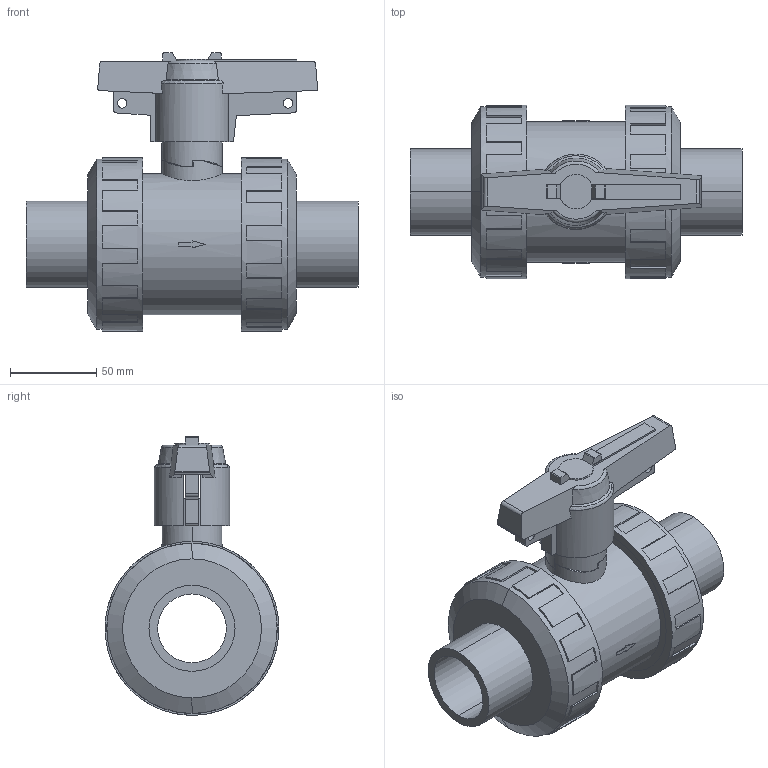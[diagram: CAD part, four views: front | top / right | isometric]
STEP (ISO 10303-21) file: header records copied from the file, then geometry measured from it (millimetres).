
FILE_DESCRIPTION(('STEP AP214'),'1');
FILE_NAME('cctmp_085283FA-10E9-49DD-86E9-78B61B7BFDA1_2021_10_21_14_25_32_0136..stp','2021-10-21T12:25:32',('Praher Valves GmbH'),('CADClick - www.CADClick.com'),'Spatial InterOp 3D',' ','unknown authorization');
FILE_SCHEMA(('AUTOMOTIVE_DESIGN'));
Length unit declared in the file: millimetre
Products named in the file (1): 129500
Bounding box: 193 x 101 x 161.87 mm (x, y, z)
Volume: 804692.5 mm3; surface area: 161295.6 mm2
Topology: 1 solids, 1 shells, 311 faces, 868 edges, 573 vertices
Faces by surface type: plane 223, cylinder 64, cone 16, torus 8
Entity records: 12883 total; most frequent: CARTESIAN_POINT 2168, DIRECTION 1749, ORIENTED_EDGE 1736, EDGE_CURVE 868, AXIS2_PLACEMENT_3D 612, VERTEX_POINT 573, LINE 525, VECTOR 525
